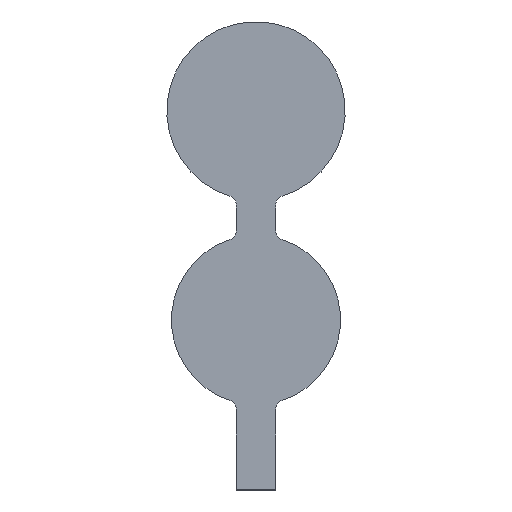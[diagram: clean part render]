
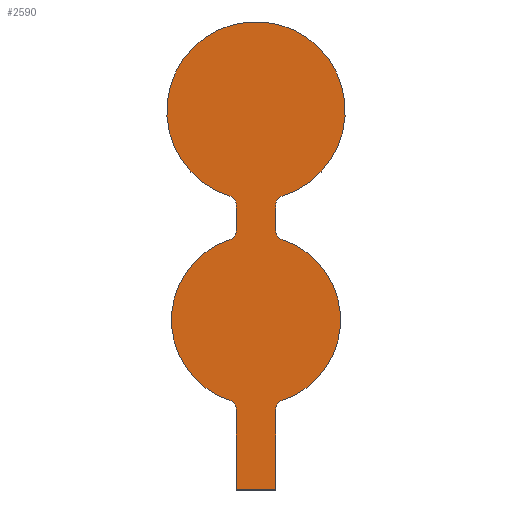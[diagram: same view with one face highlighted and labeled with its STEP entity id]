
A CAD part, top view. The second image highlights one B-rep face of the part: STEP entity #2590.
In plain terms, the highlighted planar face has unit normal (0, 0, 1).
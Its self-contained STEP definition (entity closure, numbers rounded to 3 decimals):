
#1611 = VERTEX_POINT('',#1612);
#1612 = CARTESIAN_POINT('',(4.095,32.286,0.106));
#1618 = EDGE_CURVE('',#1611,#1619,#1621,.T.);
#1619 = VERTEX_POINT('',#1620);
#1620 = CARTESIAN_POINT('',(9.705,32.286,0.106));
#1621 = CIRCLE('',#1622,9.5);
#1622 = AXIS2_PLACEMENT_3D('',#1623,#1624,#1625);
#1623 = CARTESIAN_POINT('',(6.9,41.362,0.106));
#1624 = DIRECTION('',(0.,0.,-1.));
#1625 = DIRECTION('',(-0.295,-0.955,-0.));
#1651 = EDGE_CURVE('',#1619,#1652,#1654,.T.);
#1652 = VERTEX_POINT('',#1653);
#1653 = CARTESIAN_POINT('',(9.,31.33,0.106));
#1654 = CIRCLE('',#1655,1.);
#1655 = AXIS2_PLACEMENT_3D('',#1656,#1657,#1658);
#1656 = CARTESIAN_POINT('',(10.,31.33,0.106));
#1657 = DIRECTION('',(0.,0.,1.));
#1658 = DIRECTION('',(-0.295,0.955,0.));
#1684 = EDGE_CURVE('',#1652,#1685,#1687,.T.);
#1685 = VERTEX_POINT('',#1686);
#1686 = CARTESIAN_POINT('',(9.,31.016,0.106));
#1687 = LINE('',#1688,#1689);
#1688 = CARTESIAN_POINT('',(9.,31.33,0.106));
#1689 = VECTOR('',#1690,1.);
#1690 = DIRECTION('',(0.,-1.,0.));
#1715 = EDGE_CURVE('',#1685,#1716,#1718,.T.);
#1716 = VERTEX_POINT('',#1717);
#1717 = CARTESIAN_POINT('',(9.,29.916,0.106));
#1718 = LINE('',#1719,#1720);
#1719 = CARTESIAN_POINT('',(9.,31.016,0.106));
#1720 = VECTOR('',#1721,1.);
#1721 = DIRECTION('',(0.,-1.,0.));
#1746 = EDGE_CURVE('',#1716,#1747,#1749,.T.);
#1747 = VERTEX_POINT('',#1748);
#1748 = CARTESIAN_POINT('',(9.,28.604,0.106));
#1749 = LINE('',#1750,#1751);
#1750 = CARTESIAN_POINT('',(9.,29.916,0.106));
#1751 = VECTOR('',#1752,1.);
#1752 = DIRECTION('',(0.,-1.,0.));
#1777 = EDGE_CURVE('',#1747,#1778,#1780,.T.);
#1778 = VERTEX_POINT('',#1779);
#1779 = CARTESIAN_POINT('',(9.69,27.653,0.106));
#1780 = CIRCLE('',#1781,1.);
#1781 = AXIS2_PLACEMENT_3D('',#1782,#1783,#1784);
#1782 = CARTESIAN_POINT('',(10.,28.604,0.106));
#1783 = DIRECTION('',(0.,0.,1.));
#1784 = DIRECTION('',(-1.,0.,0.));
#1810 = EDGE_CURVE('',#1778,#1811,#1813,.T.);
#1811 = VERTEX_POINT('',#1812);
#1812 = CARTESIAN_POINT('',(9.69,10.54,0.106));
#1813 = CIRCLE('',#1814,9.);
#1814 = AXIS2_PLACEMENT_3D('',#1815,#1816,#1817);
#1815 = CARTESIAN_POINT('',(6.9,19.096,0.106));
#1816 = DIRECTION('',(0.,0.,-1.));
#1817 = DIRECTION('',(0.31,0.951,0.));
#1843 = EDGE_CURVE('',#1811,#1844,#1846,.T.);
#1844 = VERTEX_POINT('',#1845);
#1845 = CARTESIAN_POINT('',(9.,9.589,0.106));
#1846 = CIRCLE('',#1847,1.);
#1847 = AXIS2_PLACEMENT_3D('',#1848,#1849,#1850);
#1848 = CARTESIAN_POINT('',(10.,9.589,0.106));
#1849 = DIRECTION('',(0.,0.,1.));
#1850 = DIRECTION('',(-0.31,0.951,0.));
#1876 = EDGE_CURVE('',#1844,#1877,#1879,.T.);
#1877 = VERTEX_POINT('',#1878);
#1878 = CARTESIAN_POINT('',(9.,8.277,0.106));
#1879 = LINE('',#1880,#1881);
#1880 = CARTESIAN_POINT('',(9.,9.589,0.106));
#1881 = VECTOR('',#1882,1.);
#1882 = DIRECTION('',(0.,-1.,0.));
#1907 = EDGE_CURVE('',#1877,#1908,#1910,.T.);
#1908 = VERTEX_POINT('',#1909);
#1909 = CARTESIAN_POINT('',(9.,6.743,0.106));
#1910 = LINE('',#1911,#1912);
#1911 = CARTESIAN_POINT('',(9.,8.277,0.106));
#1912 = VECTOR('',#1913,1.);
#1913 = DIRECTION('',(0.,-1.,0.));
#1938 = EDGE_CURVE('',#1908,#1939,#1941,.T.);
#1939 = VERTEX_POINT('',#1940);
#1940 = CARTESIAN_POINT('',(9.,4.607,0.106));
#1941 = LINE('',#1942,#1943);
#1942 = CARTESIAN_POINT('',(9.,6.743,0.106));
#1943 = VECTOR('',#1944,1.);
#1944 = DIRECTION('',(0.,-1.,0.));
#1969 = EDGE_CURVE('',#1939,#1970,#1972,.T.);
#1970 = VERTEX_POINT('',#1971);
#1971 = CARTESIAN_POINT('',(9.,3.75,0.106));
#1972 = LINE('',#1973,#1974);
#1973 = CARTESIAN_POINT('',(9.,4.607,0.106));
#1974 = VECTOR('',#1975,1.);
#1975 = DIRECTION('',(0.,-1.,0.));
#2000 = EDGE_CURVE('',#1970,#2001,#2003,.T.);
#2001 = VERTEX_POINT('',#2002);
#2002 = CARTESIAN_POINT('',(9.,3.205,0.106));
#2003 = LINE('',#2004,#2005);
#2004 = CARTESIAN_POINT('',(9.,3.75,0.106));
#2005 = VECTOR('',#2006,1.);
#2006 = DIRECTION('',(0.,-1.,0.));
#2031 = EDGE_CURVE('',#2001,#2032,#2034,.T.);
#2032 = VERTEX_POINT('',#2033);
#2033 = CARTESIAN_POINT('',(9.,1.,0.106));
#2034 = LINE('',#2035,#2036);
#2035 = CARTESIAN_POINT('',(9.,3.205,0.106));
#2036 = VECTOR('',#2037,1.);
#2037 = DIRECTION('',(0.,-1.,0.));
#2062 = EDGE_CURVE('',#2032,#2063,#2065,.T.);
#2063 = VERTEX_POINT('',#2064);
#2064 = CARTESIAN_POINT('',(4.8,1.,0.106));
#2065 = LINE('',#2066,#2067);
#2066 = CARTESIAN_POINT('',(9.,1.,0.106));
#2067 = VECTOR('',#2068,1.);
#2068 = DIRECTION('',(-1.,0.,0.));
#2093 = EDGE_CURVE('',#2063,#2094,#2096,.T.);
#2094 = VERTEX_POINT('',#2095);
#2095 = CARTESIAN_POINT('',(4.8,3.205,0.106));
#2096 = LINE('',#2097,#2098);
#2097 = CARTESIAN_POINT('',(4.8,1.,0.106));
#2098 = VECTOR('',#2099,1.);
#2099 = DIRECTION('',(0.,1.,0.));
#2124 = EDGE_CURVE('',#2094,#2125,#2127,.T.);
#2125 = VERTEX_POINT('',#2126);
#2126 = CARTESIAN_POINT('',(4.8,3.75,0.106));
#2127 = LINE('',#2128,#2129);
#2128 = CARTESIAN_POINT('',(4.8,3.205,0.106));
#2129 = VECTOR('',#2130,1.);
#2130 = DIRECTION('',(0.,1.,0.));
#2155 = EDGE_CURVE('',#2125,#2156,#2158,.T.);
#2156 = VERTEX_POINT('',#2157);
#2157 = CARTESIAN_POINT('',(4.8,4.607,0.106));
#2158 = LINE('',#2159,#2160);
#2159 = CARTESIAN_POINT('',(4.8,3.75,0.106));
#2160 = VECTOR('',#2161,1.);
#2161 = DIRECTION('',(0.,1.,0.));
#2186 = EDGE_CURVE('',#2156,#2187,#2189,.T.);
#2187 = VERTEX_POINT('',#2188);
#2188 = CARTESIAN_POINT('',(4.8,6.743,0.106));
#2189 = LINE('',#2190,#2191);
#2190 = CARTESIAN_POINT('',(4.8,4.607,0.106));
#2191 = VECTOR('',#2192,1.);
#2192 = DIRECTION('',(0.,1.,0.));
#2217 = EDGE_CURVE('',#2187,#2218,#2220,.T.);
#2218 = VERTEX_POINT('',#2219);
#2219 = CARTESIAN_POINT('',(4.8,8.277,0.106));
#2220 = LINE('',#2221,#2222);
#2221 = CARTESIAN_POINT('',(4.8,6.743,0.106));
#2222 = VECTOR('',#2223,1.);
#2223 = DIRECTION('',(0.,1.,0.));
#2248 = EDGE_CURVE('',#2218,#2249,#2251,.T.);
#2249 = VERTEX_POINT('',#2250);
#2250 = CARTESIAN_POINT('',(4.8,9.589,0.106));
#2251 = LINE('',#2252,#2253);
#2252 = CARTESIAN_POINT('',(4.8,8.277,0.106));
#2253 = VECTOR('',#2254,1.);
#2254 = DIRECTION('',(0.,1.,0.));
#2279 = EDGE_CURVE('',#2249,#2280,#2282,.T.);
#2280 = VERTEX_POINT('',#2281);
#2281 = CARTESIAN_POINT('',(4.8,9.589,0.106));
#2282 = LINE('',#2283,#2284);
#2283 = CARTESIAN_POINT('',(4.8,9.589,0.106));
#2284 = VECTOR('',#2285,1.);
#2285 = DIRECTION('',(-1.,0.,0.));
#2310 = EDGE_CURVE('',#2280,#2311,#2313,.T.);
#2311 = VERTEX_POINT('',#2312);
#2312 = CARTESIAN_POINT('',(4.11,10.54,0.106));
#2313 = CIRCLE('',#2314,1.);
#2314 = AXIS2_PLACEMENT_3D('',#2315,#2316,#2317);
#2315 = CARTESIAN_POINT('',(3.8,9.589,0.106));
#2316 = DIRECTION('',(0.,0.,1.));
#2317 = DIRECTION('',(1.,0.,0.));
#2343 = EDGE_CURVE('',#2311,#2344,#2346,.T.);
#2344 = VERTEX_POINT('',#2345);
#2345 = CARTESIAN_POINT('',(4.11,27.653,0.106));
#2346 = CIRCLE('',#2347,9.);
#2347 = AXIS2_PLACEMENT_3D('',#2348,#2349,#2350);
#2348 = CARTESIAN_POINT('',(6.9,19.096,0.106));
#2349 = DIRECTION('',(0.,0.,-1.));
#2350 = DIRECTION('',(-0.31,-0.951,-0.));
#2376 = EDGE_CURVE('',#2344,#2377,#2379,.T.);
#2377 = VERTEX_POINT('',#2378);
#2378 = CARTESIAN_POINT('',(4.8,28.604,0.106));
#2379 = CIRCLE('',#2380,1.);
#2380 = AXIS2_PLACEMENT_3D('',#2381,#2382,#2383);
#2381 = CARTESIAN_POINT('',(3.8,28.604,0.106));
#2382 = DIRECTION('',(0.,0.,1.));
#2383 = DIRECTION('',(0.31,-0.951,0.));
#2409 = EDGE_CURVE('',#2377,#2410,#2412,.T.);
#2410 = VERTEX_POINT('',#2411);
#2411 = CARTESIAN_POINT('',(4.8,29.916,0.106));
#2412 = LINE('',#2413,#2414);
#2413 = CARTESIAN_POINT('',(4.8,28.604,0.106));
#2414 = VECTOR('',#2415,1.);
#2415 = DIRECTION('',(0.,1.,0.));
#2440 = EDGE_CURVE('',#2410,#2441,#2443,.T.);
#2441 = VERTEX_POINT('',#2442);
#2442 = CARTESIAN_POINT('',(4.8,31.016,0.106));
#2443 = LINE('',#2444,#2445);
#2444 = CARTESIAN_POINT('',(4.8,29.916,0.106));
#2445 = VECTOR('',#2446,1.);
#2446 = DIRECTION('',(0.,1.,0.));
#2471 = EDGE_CURVE('',#2441,#2472,#2474,.T.);
#2472 = VERTEX_POINT('',#2473);
#2473 = CARTESIAN_POINT('',(4.8,31.33,0.106));
#2474 = LINE('',#2475,#2476);
#2475 = CARTESIAN_POINT('',(4.8,31.016,0.106));
#2476 = VECTOR('',#2477,1.);
#2477 = DIRECTION('',(0.,1.,0.));
#2502 = EDGE_CURVE('',#2472,#2503,#2505,.T.);
#2503 = VERTEX_POINT('',#2504);
#2504 = CARTESIAN_POINT('',(4.8,31.33,0.106));
#2505 = LINE('',#2506,#2507);
#2506 = CARTESIAN_POINT('',(4.8,31.33,0.106));
#2507 = VECTOR('',#2508,1.);
#2508 = DIRECTION('',(-1.,0.,0.));
#2533 = EDGE_CURVE('',#2503,#1611,#2534,.T.);
#2534 = CIRCLE('',#2535,1.);
#2535 = AXIS2_PLACEMENT_3D('',#2536,#2537,#2538);
#2536 = CARTESIAN_POINT('',(3.8,31.33,0.106));
#2537 = DIRECTION('',(0.,0.,1.));
#2538 = DIRECTION('',(1.,0.,0.));
#2590 = ADVANCED_FACE('',(#2591),#2623,.T.);
#2591 = FACE_BOUND('',#2592,.F.);
#2592 = EDGE_LOOP('',(#2593,#2594,#2595,#2596,#2597,#2598,#2599,#2600,
    #2601,#2602,#2603,#2604,#2605,#2606,#2607,#2608,#2609,#2610,#2611,
    #2612,#2613,#2614,#2615,#2616,#2617,#2618,#2619,#2620,#2621,#2622));
#2593 = ORIENTED_EDGE('',*,*,#1618,.T.);
#2594 = ORIENTED_EDGE('',*,*,#1651,.T.);
#2595 = ORIENTED_EDGE('',*,*,#1684,.T.);
#2596 = ORIENTED_EDGE('',*,*,#1715,.T.);
#2597 = ORIENTED_EDGE('',*,*,#1746,.T.);
#2598 = ORIENTED_EDGE('',*,*,#1777,.T.);
#2599 = ORIENTED_EDGE('',*,*,#1810,.T.);
#2600 = ORIENTED_EDGE('',*,*,#1843,.T.);
#2601 = ORIENTED_EDGE('',*,*,#1876,.T.);
#2602 = ORIENTED_EDGE('',*,*,#1907,.T.);
#2603 = ORIENTED_EDGE('',*,*,#1938,.T.);
#2604 = ORIENTED_EDGE('',*,*,#1969,.T.);
#2605 = ORIENTED_EDGE('',*,*,#2000,.T.);
#2606 = ORIENTED_EDGE('',*,*,#2031,.T.);
#2607 = ORIENTED_EDGE('',*,*,#2062,.T.);
#2608 = ORIENTED_EDGE('',*,*,#2093,.T.);
#2609 = ORIENTED_EDGE('',*,*,#2124,.T.);
#2610 = ORIENTED_EDGE('',*,*,#2155,.T.);
#2611 = ORIENTED_EDGE('',*,*,#2186,.T.);
#2612 = ORIENTED_EDGE('',*,*,#2217,.T.);
#2613 = ORIENTED_EDGE('',*,*,#2248,.T.);
#2614 = ORIENTED_EDGE('',*,*,#2279,.T.);
#2615 = ORIENTED_EDGE('',*,*,#2310,.T.);
#2616 = ORIENTED_EDGE('',*,*,#2343,.T.);
#2617 = ORIENTED_EDGE('',*,*,#2376,.T.);
#2618 = ORIENTED_EDGE('',*,*,#2409,.T.);
#2619 = ORIENTED_EDGE('',*,*,#2440,.T.);
#2620 = ORIENTED_EDGE('',*,*,#2471,.T.);
#2621 = ORIENTED_EDGE('',*,*,#2502,.T.);
#2622 = ORIENTED_EDGE('',*,*,#2533,.T.);
#2623 = PLANE('',#2624);
#2624 = AXIS2_PLACEMENT_3D('',#2625,#2626,#2627);
#2625 = CARTESIAN_POINT('',(0.,0.,0.106));
#2626 = DIRECTION('',(0.,0.,1.));
#2627 = DIRECTION('',(1.,0.,-0.));
